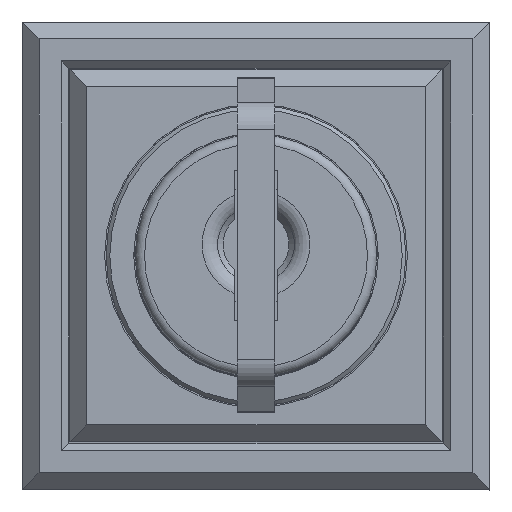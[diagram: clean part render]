
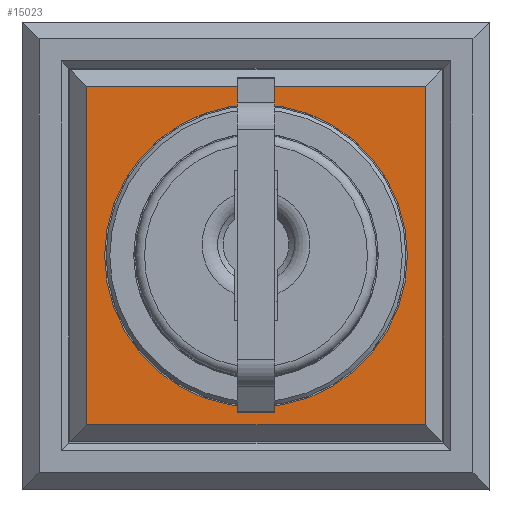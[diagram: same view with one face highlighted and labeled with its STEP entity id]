
A CAD part, top view. The second image highlights one B-rep face of the part: STEP entity #15023.
In plain terms, the highlighted planar face has unit normal (0, 0, 1).
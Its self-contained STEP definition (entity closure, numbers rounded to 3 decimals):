
#235=CIRCLE('',#15933,8.075);
#331=FACE_BOUND('',#1824,.T.);
#1018=FACE_OUTER_BOUND('',#1823,.T.);
#1823=EDGE_LOOP('',(#13240,#13241,#13242,#13243));
#1824=EDGE_LOOP('',(#13244));
#3750=LINE('',#23872,#5687);
#3753=LINE('',#23877,#5690);
#3755=LINE('',#23881,#5692);
#3758=LINE('',#23886,#5695);
#5687=VECTOR('',#19486,10.);
#5690=VECTOR('',#19491,10.);
#5692=VECTOR('',#19495,10.);
#5695=VECTOR('',#19500,10.);
#7110=VERTEX_POINT('',#23870);
#7111=VERTEX_POINT('',#23871);
#7112=VERTEX_POINT('',#23876);
#7113=VERTEX_POINT('',#23880);
#7115=VERTEX_POINT('',#23891);
#9173=EDGE_CURVE('',#7110,#7111,#3750,.T.);
#9176=EDGE_CURVE('',#7111,#7112,#3753,.T.);
#9178=EDGE_CURVE('',#7112,#7113,#3755,.T.);
#9181=EDGE_CURVE('',#7113,#7110,#3758,.T.);
#9184=EDGE_CURVE('',#7115,#7115,#235,.T.);
#13240=ORIENTED_EDGE('',*,*,#9173,.F.);
#13241=ORIENTED_EDGE('',*,*,#9181,.F.);
#13242=ORIENTED_EDGE('',*,*,#9178,.F.);
#13243=ORIENTED_EDGE('',*,*,#9176,.F.);
#13244=ORIENTED_EDGE('',*,*,#9184,.T.);
#14284=PLANE('',#15932);
#15023=ADVANCED_FACE('',(#1018,#331),#14284,.T.);
#15932=AXIS2_PLACEMENT_3D('',#23890,#19505,#19506);
#15933=AXIS2_PLACEMENT_3D('',#23892,#19507,#19508);
#19486=DIRECTION('',(-1.,0.,0.));
#19491=DIRECTION('',(0.,1.,0.));
#19495=DIRECTION('',(1.,0.,0.));
#19500=DIRECTION('',(0.,-1.,0.));
#19505=DIRECTION('center_axis',(0.,0.,
1.));
#19506=DIRECTION('ref_axis',(1.,0.,0.));
#19507=DIRECTION('center_axis',(0.,0.,
-1.));
#19508=DIRECTION('ref_axis',(-1.,0.,0.));
#23870=CARTESIAN_POINT('',(9.025,-9.025,35.6));
#23871=CARTESIAN_POINT('',(-9.025,-9.025,35.6));
#23872=CARTESIAN_POINT('',(4.962,-9.025,35.6));
#23876=CARTESIAN_POINT('',(-9.025,9.025,35.6));
#23877=CARTESIAN_POINT('',(-9.025,-4.963,35.6));
#23880=CARTESIAN_POINT('',(9.025,9.025,35.6));
#23881=CARTESIAN_POINT('',(-4.963,9.025,35.6));
#23886=CARTESIAN_POINT('',(9.025,4.962,35.6));
#23890=CARTESIAN_POINT('Origin',(0.,0.,
35.6));
#23891=CARTESIAN_POINT('',(8.075,0.,35.6));
#23892=CARTESIAN_POINT('Origin',(0.,0.,
35.6));
